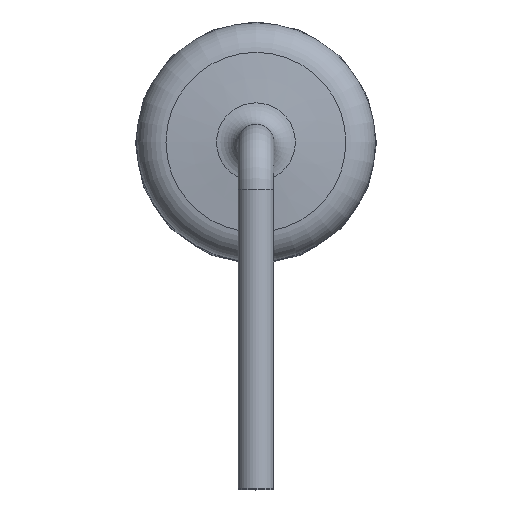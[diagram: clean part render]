
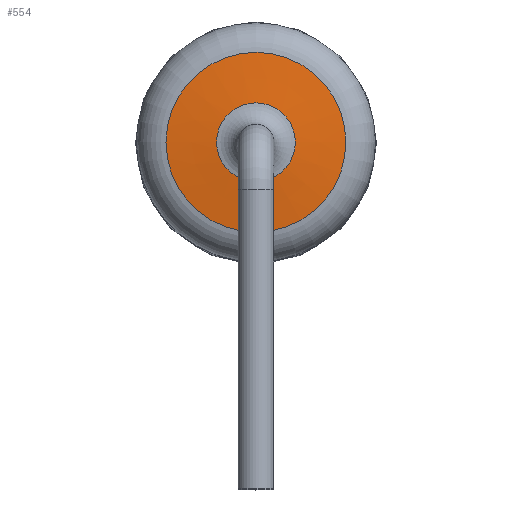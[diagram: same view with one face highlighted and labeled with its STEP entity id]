
A CAD part, top view. The second image highlights one B-rep face of the part: STEP entity #554.
In plain terms, the highlighted conical face has half-angle 84.148 degrees and reference radius 2 mm.
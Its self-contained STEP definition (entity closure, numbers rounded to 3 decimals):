
#22=CONICAL_SURFACE('',#638,2.,1.469);
#29=LINE('',#980,#43);
#43=VECTOR('',#791,2.);
#75=FACE_OUTER_BOUND('',#106,.T.);
#106=EDGE_LOOP('',(#397,#398,#399,#400,#401,#402));
#153=CIRCLE('',#633,1.506);
#157=CIRCLE('',#637,1.506);
#158=CIRCLE('',#639,0.659);
#159=CIRCLE('',#640,0.659);
#218=VERTEX_POINT('',#967);
#219=VERTEX_POINT('',#968);
#222=VERTEX_POINT('',#977);
#223=VERTEX_POINT('',#978);
#284=EDGE_CURVE('',#218,#219,#153,.T.);
#288=EDGE_CURVE('',#219,#218,#157,.T.);
#289=EDGE_CURVE('',#222,#223,#158,.T.);
#290=EDGE_CURVE('',#222,#219,#29,.T.);
#291=EDGE_CURVE('',#223,#222,#159,.T.);
#397=ORIENTED_EDGE('',*,*,#289,.F.);
#398=ORIENTED_EDGE('',*,*,#290,.T.);
#399=ORIENTED_EDGE('',*,*,#284,.F.);
#400=ORIENTED_EDGE('',*,*,#288,.F.);
#401=ORIENTED_EDGE('',*,*,#290,.F.);
#402=ORIENTED_EDGE('',*,*,#291,.F.);
#554=ADVANCED_FACE('',(#75),#22,.T.);
#633=AXIS2_PLACEMENT_3D('',#969,#777,#778);
#637=AXIS2_PLACEMENT_3D('',#975,#785,#786);
#638=AXIS2_PLACEMENT_3D('',#976,#787,#788);
#639=AXIS2_PLACEMENT_3D('',#979,#789,#790);
#640=AXIS2_PLACEMENT_3D('',#981,#792,#793);
#777=DIRECTION('center_axis',(0.,0.,-1.));
#778=DIRECTION('ref_axis',(-1.,0.,0.));
#785=DIRECTION('center_axis',(0.,0.,-1.));
#786=DIRECTION('ref_axis',(-1.,0.,0.));
#787=DIRECTION('center_axis',(0.,0.,-1.));
#788=DIRECTION('ref_axis',(1.,0.,0.));
#789=DIRECTION('center_axis',(0.,0.,1.));
#790=DIRECTION('ref_axis',(1.,0.,0.));
#791=DIRECTION('',(-0.995,0.,-0.102));
#792=DIRECTION('center_axis',(0.,0.,1.));
#793=DIRECTION('ref_axis',(1.,0.,0.));
#967=CARTESIAN_POINT('',(1.506,0.,5.426));
#968=CARTESIAN_POINT('',(-1.506,0.,5.426));
#969=CARTESIAN_POINT('Origin',(0.,0.,5.426));
#975=CARTESIAN_POINT('Origin',(0.,0.,5.426));
#976=CARTESIAN_POINT('Origin',(0.,0.,5.375));
#977=CARTESIAN_POINT('',(-0.659,0.,5.512));
#978=CARTESIAN_POINT('',(0.659,0.,5.512));
#979=CARTESIAN_POINT('Origin',(0.,0.,5.512));
#980=CARTESIAN_POINT('',(-2.,0.,5.375));
#981=CARTESIAN_POINT('Origin',(0.,0.,5.512));
